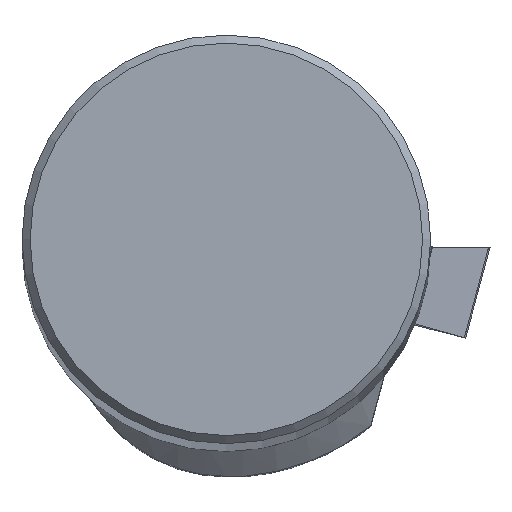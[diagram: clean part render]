
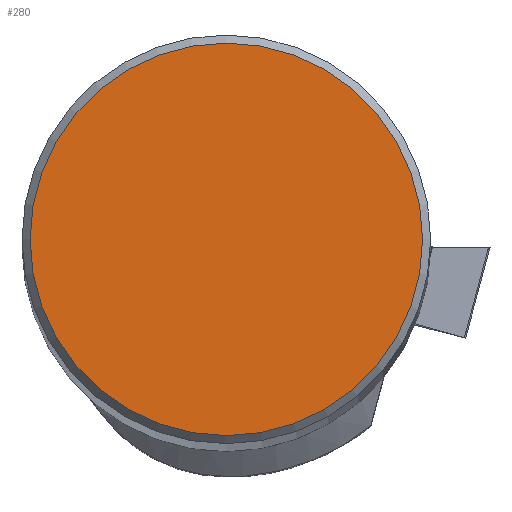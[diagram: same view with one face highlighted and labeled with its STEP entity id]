
A CAD part, top view. The second image highlights one B-rep face of the part: STEP entity #280.
In plain terms, the highlighted planar face has unit normal (0, 0, 1).
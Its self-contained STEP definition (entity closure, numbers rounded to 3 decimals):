
#203=CIRCLE('',#1975,12.191);
#280=ADVANCED_FACE('',(#417),#341,.T.);
#341=PLANE('',#1976);
#417=FACE_OUTER_BOUND('',#508,.T.);
#508=EDGE_LOOP('',(#977));
#977=ORIENTED_EDGE('',*,*,#1433,.F.);
#1200=VERTEX_POINT('',#3211);
#1433=EDGE_CURVE('',#1200,#1200,#203,.T.);
#1975=AXIS2_PLACEMENT_3D('',#3210,#2446,#2447);
#1976=AXIS2_PLACEMENT_3D('',#3212,#2448,#2449);
#2446=DIRECTION('',(0.,0.,-1.));
#2447=DIRECTION('',(-1.,0.,0.));
#2448=DIRECTION('',(0.,0.,1.));
#2449=DIRECTION('',(-1.,0.,0.));
#3210=CARTESIAN_POINT('',(0.,0.,0.));
#3211=CARTESIAN_POINT('',(-12.191,0.,0.));
#3212=CARTESIAN_POINT('',(0.,0.,0.));
